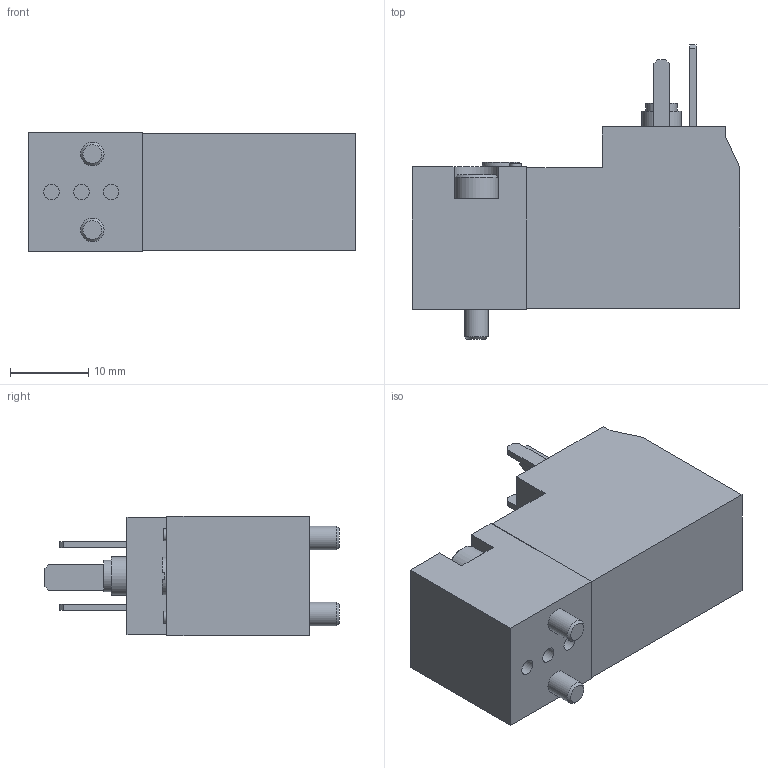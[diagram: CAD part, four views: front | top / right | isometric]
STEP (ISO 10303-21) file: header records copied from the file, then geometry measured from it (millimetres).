
FILE_DESCRIPTION(/* description */ ('STEP AP214'),/* implementation_level */ '2;1');
FILE_NAME(/* name */ '8040573_VSCS-B-M32-MD-WA-2AC1-8',/* time_stamp */ '2024-09-17T04:28:44+02:00',/* author */ ('License CC BY-ND 4.0'),/* organization */ ('CADENAS'),/* preprocessor_version */ 'ST-DEVELOPER v19.3',/* originating_system */ 'PARTsolutions',/* authorisation */ ' ');
FILE_SCHEMA (('AUTOMOTIVE_DESIGN {1 0 10303 214 3 1 1}'));
Length unit declared in the file: millimetre
Products named in the file (1): 8040573 VSCS-B-M32-MD-WA-2AC1-8
Bounding box: 41.85 x 37.6 x 15.2 mm (x, y, z)
Volume: 12671.7 mm3; surface area: 4267.8 mm2
Topology: 1 solids, 1 shells, 96 faces, 229 edges, 151 vertices
Faces by surface type: plane 72, cylinder 16, cone 8
Full cylindrical faces by diameter (mm): 1.52 x2, 2 x3, 2.013 x1, 2.5 x1, 3 x2, 4 x1, 4.8 x1, 5 x1, 5.5 x2
Entity records: 3271 total; most frequent: CARTESIAN_POINT 476, DIRECTION 420, ORIENTED_EDGE 394, EDGE_CURVE 197, LINE 144, VECTOR 144, VERTEX_POINT 142, AXIS2_PLACEMENT_3D 138
